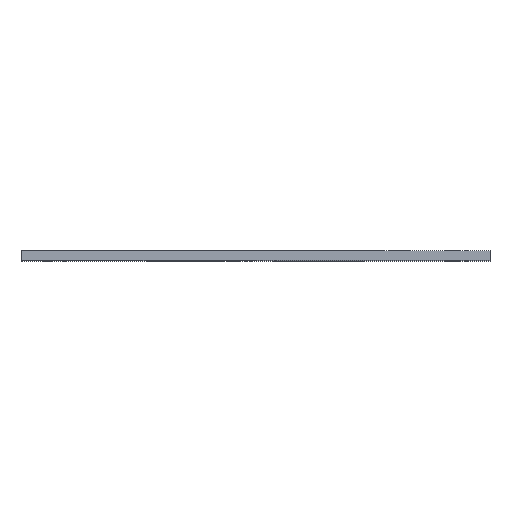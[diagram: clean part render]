
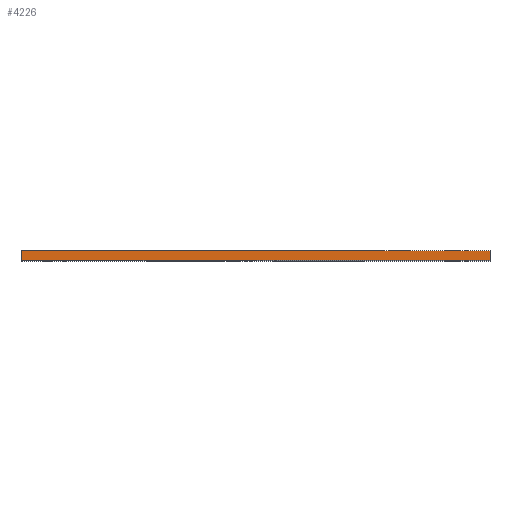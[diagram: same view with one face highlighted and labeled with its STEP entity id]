
A CAD part, top view. The second image highlights one B-rep face of the part: STEP entity #4226.
In plain terms, the highlighted planar face has unit normal (0, 0, 1).
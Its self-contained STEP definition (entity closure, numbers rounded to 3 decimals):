
#526=FACE_OUTER_BOUND('',#754,.T.);
#754=EDGE_LOOP('',(#3025,#3026,#3027,#3028));
#1024=LINE('',#6143,#1396);
#1025=LINE('',#6145,#1397);
#1026=LINE('',#6147,#1398);
#1027=LINE('',#6148,#1399);
#1396=VECTOR('',#4701,10.);
#1397=VECTOR('',#4702,10.);
#1398=VECTOR('',#4703,10.);
#1399=VECTOR('',#4704,10.);
#1789=VERTEX_POINT('',#6141);
#1790=VERTEX_POINT('',#6142);
#1791=VERTEX_POINT('',#6144);
#1792=VERTEX_POINT('',#6146);
#2260=EDGE_CURVE('',#1789,#1790,#1024,.T.);
#2261=EDGE_CURVE('',#1790,#1791,#1025,.T.);
#2262=EDGE_CURVE('',#1792,#1791,#1026,.T.);
#2263=EDGE_CURVE('',#1789,#1792,#1027,.T.);
#3025=ORIENTED_EDGE('',*,*,#2260,.T.);
#3026=ORIENTED_EDGE('',*,*,#2261,.T.);
#3027=ORIENTED_EDGE('',*,*,#2262,.F.);
#3028=ORIENTED_EDGE('',*,*,#2263,.F.);
#4106=PLANE('',#4444);
#4226=ADVANCED_FACE('',(#526),#4106,.T.);
#4444=AXIS2_PLACEMENT_3D('',#6140,#4699,#4700);
#4699=DIRECTION('center_axis',(0.,0.,1.));
#4700=DIRECTION('ref_axis',(1.,0.,0.));
#4701=DIRECTION('',(1.,0.,0.));
#4702=DIRECTION('',(0.,1.,0.));
#4703=DIRECTION('',(1.,0.,0.));
#4704=DIRECTION('',(0.,1.,0.));
#6140=CARTESIAN_POINT('Origin',(-16.475,0.,83.725));
#6141=CARTESIAN_POINT('',(-16.475,0.,83.725));
#6142=CARTESIAN_POINT('',(54.575,0.,83.725));
#6143=CARTESIAN_POINT('',(9.525,0.,83.725));
#6144=CARTESIAN_POINT('',(54.575,1.5,83.725));
#6145=CARTESIAN_POINT('',(54.575,0.,83.725));
#6146=CARTESIAN_POINT('',(-16.475,1.5,83.725));
#6147=CARTESIAN_POINT('',(9.525,1.5,83.725));
#6148=CARTESIAN_POINT('',(-16.475,0.,83.725));
